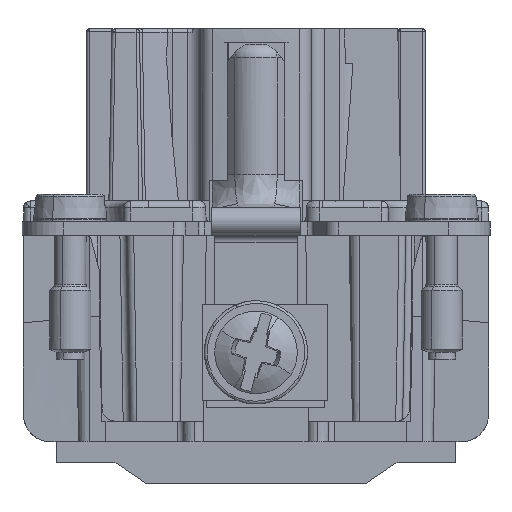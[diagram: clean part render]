
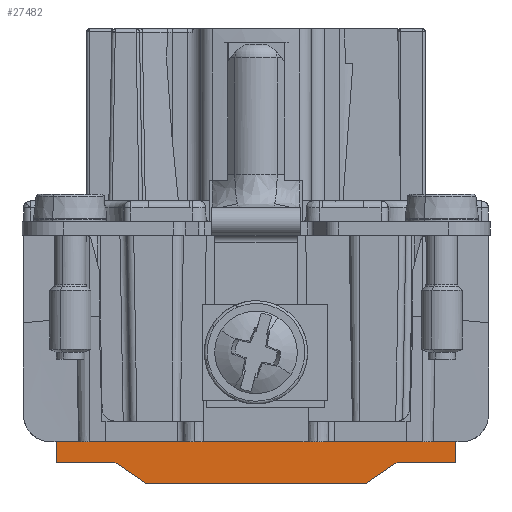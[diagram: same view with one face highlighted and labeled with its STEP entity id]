
A CAD part, front view. The second image highlights one B-rep face of the part: STEP entity #27482.
In plain terms, the highlighted planar face has unit normal (0, -1, 0).
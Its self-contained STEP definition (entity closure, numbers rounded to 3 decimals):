
#27272=AXIS2_PLACEMENT_3D('Plane Axis2P3D',#27269,#27270,#27271) ;
#27292=AXIS2_PLACEMENT_3D('Circle Axis2P3D',#27290,#27291,$) ;
#27339=AXIS2_PLACEMENT_3D('Circle Axis2P3D',#27337,#27338,$) ;
#27395=AXIS2_PLACEMENT_3D('Circle Axis2P3D',#27393,#27394,$) ;
#27442=AXIS2_PLACEMENT_3D('Circle Axis2P3D',#27440,#27441,$) ;
#16145=CARTESIAN_POINT('Vertex',(1.65,15.25,13.3)) ;
#16332=CARTESIAN_POINT('Vertex',(1.5,15.25,13.3)) ;
#16335=CARTESIAN_POINT('Line Origine',(1.575,15.25,13.3)) ;
#18956=CARTESIAN_POINT('Vertex',(32.35,15.25,13.3)) ;
#18959=CARTESIAN_POINT('Line Origine',(32.425,15.25,13.3)) ;
#18963=CARTESIAN_POINT('Vertex',(32.5,15.25,13.3)) ;
#27269=CARTESIAN_POINT('Axis2P3D Location',(23.25,15.25,14.5)) ;
#27274=CARTESIAN_POINT('Line Origine',(17.,15.25,4.)) ;
#27278=CARTESIAN_POINT('Vertex',(30.222,15.25,4.)) ;
#27280=CARTESIAN_POINT('Vertex',(3.778,15.25,4.)) ;
#27283=CARTESIAN_POINT('Line Origine',(3.703,15.25,4.)) ;
#27287=CARTESIAN_POINT('Vertex',(3.629,15.25,4.)) ;
#27290=CARTESIAN_POINT('Axis2P3D Location',(3.629,15.25,6.)) ;
#27294=CARTESIAN_POINT('Vertex',(1.629,15.25,6.)) ;
#27297=CARTESIAN_POINT('Line Origine',(1.629,15.25,6.15)) ;
#27301=CARTESIAN_POINT('Vertex',(1.629,15.25,6.3)) ;
#27304=CARTESIAN_POINT('Line Origine',(1.701,15.25,6.3)) ;
#27308=CARTESIAN_POINT('Vertex',(1.772,15.25,6.3)) ;
#27311=CARTESIAN_POINT('Line Origine',(1.711,15.25,9.8)) ;
#27316=CARTESIAN_POINT('Line Origine',(1.5,15.25,13.2)) ;
#27320=CARTESIAN_POINT('Vertex',(1.5,15.25,13.1)) ;
#27323=CARTESIAN_POINT('Line Origine',(0.989,15.25,13.1)) ;
#27327=CARTESIAN_POINT('Vertex',(0.479,15.25,13.1)) ;
#27330=CARTESIAN_POINT('Line Origine',(0.479,15.25,9.483)) ;
#27334=CARTESIAN_POINT('Vertex',(0.479,15.25,5.866)) ;
#27337=CARTESIAN_POINT('Axis2P3D Location',(3.479,15.25,5.866)) ;
#27341=CARTESIAN_POINT('Vertex',(2.5,15.25,3.03)) ;
#27344=CARTESIAN_POINT('Line Origine',(2.5,15.25,2.265)) ;
#27348=CARTESIAN_POINT('Vertex',(2.5,15.25,1.5)) ;
#27351=CARTESIAN_POINT('Line Origine',(4.628,15.25,1.5)) ;
#27355=CARTESIAN_POINT('Vertex',(6.756,15.25,1.5)) ;
#27358=CARTESIAN_POINT('Line Origine',(7.878,15.25,0.75)) ;
#27362=CARTESIAN_POINT('Vertex',(9.,15.25,0.)) ;
#27365=CARTESIAN_POINT('Line Origine',(17.,15.25,0.)) ;
#27369=CARTESIAN_POINT('Vertex',(25.,15.25,0.)) ;
#27372=CARTESIAN_POINT('Line Origine',(26.122,15.25,0.75)) ;
#27376=CARTESIAN_POINT('Vertex',(27.244,15.25,1.5)) ;
#27379=CARTESIAN_POINT('Line Origine',(29.372,15.25,1.5)) ;
#27383=CARTESIAN_POINT('Vertex',(31.5,15.25,1.5)) ;
#27386=CARTESIAN_POINT('Line Origine',(31.5,15.25,2.265)) ;
#27390=CARTESIAN_POINT('Vertex',(31.5,15.25,3.03)) ;
#27393=CARTESIAN_POINT('Axis2P3D Location',(30.521,15.25,5.866)) ;
#27397=CARTESIAN_POINT('Vertex',(33.521,15.25,5.866)) ;
#27400=CARTESIAN_POINT('Line Origine',(33.521,15.25,9.483)) ;
#27404=CARTESIAN_POINT('Vertex',(33.521,15.25,13.1)) ;
#27407=CARTESIAN_POINT('Line Origine',(33.011,15.25,13.1)) ;
#27411=CARTESIAN_POINT('Vertex',(32.5,15.25,13.1)) ;
#27414=CARTESIAN_POINT('Line Origine',(32.5,15.25,13.2)) ;
#27419=CARTESIAN_POINT('Line Origine',(32.289,15.25,9.8)) ;
#27423=CARTESIAN_POINT('Vertex',(32.228,15.25,6.3)) ;
#27426=CARTESIAN_POINT('Line Origine',(32.299,15.25,6.3)) ;
#27430=CARTESIAN_POINT('Vertex',(32.371,15.25,6.3)) ;
#27433=CARTESIAN_POINT('Line Origine',(32.371,15.25,6.15)) ;
#27437=CARTESIAN_POINT('Vertex',(32.371,15.25,6.)) ;
#27440=CARTESIAN_POINT('Axis2P3D Location',(30.371,15.25,6.)) ;
#27444=CARTESIAN_POINT('Vertex',(30.371,15.25,4.)) ;
#27447=CARTESIAN_POINT('Line Origine',(30.297,15.25,4.)) ;
#16336=DIRECTION('Vector Direction',(1.,0.,0.)) ;
#18960=DIRECTION('Vector Direction',(1.,0.,0.)) ;
#27270=DIRECTION('Axis2P3D Direction',(0.,1.,0.)) ;
#27271=DIRECTION('Axis2P3D XDirection',(1.,0.,0.)) ;
#27275=DIRECTION('Vector Direction',(1.,0.,0.)) ;
#27284=DIRECTION('Vector Direction',(1.,0.,0.)) ;
#27291=DIRECTION('Axis2P3D Direction',(0.,1.,0.)) ;
#27298=DIRECTION('Vector Direction',(0.,0.,1.)) ;
#27305=DIRECTION('Vector Direction',(-1.,0.,0.)) ;
#27312=DIRECTION('Vector Direction',(-0.017,0.,1.)) ;
#27317=DIRECTION('Vector Direction',(0.,0.,-1.)) ;
#27324=DIRECTION('Vector Direction',(1.,0.,0.)) ;
#27331=DIRECTION('Vector Direction',(0.,0.,1.)) ;
#27338=DIRECTION('Axis2P3D Direction',(0.,1.,0.)) ;
#27345=DIRECTION('Vector Direction',(0.,0.,1.)) ;
#27352=DIRECTION('Vector Direction',(1.,0.,0.)) ;
#27359=DIRECTION('Vector Direction',(0.831,0.,-0.556)) ;
#27366=DIRECTION('Vector Direction',(1.,0.,0.)) ;
#27373=DIRECTION('Vector Direction',(-0.831,0.,-0.556)) ;
#27380=DIRECTION('Vector Direction',(1.,0.,0.)) ;
#27387=DIRECTION('Vector Direction',(0.,0.,1.)) ;
#27394=DIRECTION('Axis2P3D Direction',(0.,1.,0.)) ;
#27401=DIRECTION('Vector Direction',(0.,0.,1.)) ;
#27408=DIRECTION('Vector Direction',(1.,0.,0.)) ;
#27415=DIRECTION('Vector Direction',(0.,0.,1.)) ;
#27420=DIRECTION('Vector Direction',(0.017,0.,1.)) ;
#27427=DIRECTION('Vector Direction',(-1.,0.,0.)) ;
#27434=DIRECTION('Vector Direction',(0.,0.,1.)) ;
#27441=DIRECTION('Axis2P3D Direction',(0.,1.,0.)) ;
#27448=DIRECTION('Vector Direction',(1.,0.,0.)) ;
#16337=VECTOR('Line Direction',#16336,1.) ;
#18961=VECTOR('Line Direction',#18960,1.) ;
#27276=VECTOR('Line Direction',#27275,1.) ;
#27285=VECTOR('Line Direction',#27284,1.) ;
#27299=VECTOR('Line Direction',#27298,1.) ;
#27306=VECTOR('Line Direction',#27305,1.) ;
#27313=VECTOR('Line Direction',#27312,1.) ;
#27318=VECTOR('Line Direction',#27317,1.) ;
#27325=VECTOR('Line Direction',#27324,1.) ;
#27332=VECTOR('Line Direction',#27331,1.) ;
#27346=VECTOR('Line Direction',#27345,1.) ;
#27353=VECTOR('Line Direction',#27352,1.) ;
#27360=VECTOR('Line Direction',#27359,1.) ;
#27367=VECTOR('Line Direction',#27366,1.) ;
#27374=VECTOR('Line Direction',#27373,1.) ;
#27381=VECTOR('Line Direction',#27380,1.) ;
#27388=VECTOR('Line Direction',#27387,1.) ;
#27402=VECTOR('Line Direction',#27401,1.) ;
#27409=VECTOR('Line Direction',#27408,1.) ;
#27416=VECTOR('Line Direction',#27415,1.) ;
#27421=VECTOR('Line Direction',#27420,1.) ;
#27428=VECTOR('Line Direction',#27427,1.) ;
#27435=VECTOR('Line Direction',#27434,1.) ;
#27449=VECTOR('Line Direction',#27448,1.) ;
#27453=ORIENTED_EDGE('',*,*,#27282,.T.) ;
#27454=ORIENTED_EDGE('',*,*,#27289,.T.) ;
#27455=ORIENTED_EDGE('',*,*,#27296,.T.) ;
#27456=ORIENTED_EDGE('',*,*,#27303,.T.) ;
#27457=ORIENTED_EDGE('',*,*,#27310,.T.) ;
#27458=ORIENTED_EDGE('',*,*,#27315,.T.) ;
#27459=ORIENTED_EDGE('',*,*,#16339,.F.) ;
#27460=ORIENTED_EDGE('',*,*,#27322,.T.) ;
#27461=ORIENTED_EDGE('',*,*,#27329,.T.) ;
#27462=ORIENTED_EDGE('',*,*,#27336,.T.) ;
#27463=ORIENTED_EDGE('',*,*,#27343,.T.) ;
#27464=ORIENTED_EDGE('',*,*,#27350,.T.) ;
#27465=ORIENTED_EDGE('',*,*,#27357,.T.) ;
#27466=ORIENTED_EDGE('',*,*,#27364,.T.) ;
#27467=ORIENTED_EDGE('',*,*,#27371,.T.) ;
#27468=ORIENTED_EDGE('',*,*,#27378,.F.) ;
#27469=ORIENTED_EDGE('',*,*,#27385,.F.) ;
#27470=ORIENTED_EDGE('',*,*,#27392,.F.) ;
#27471=ORIENTED_EDGE('',*,*,#27399,.F.) ;
#27472=ORIENTED_EDGE('',*,*,#27406,.F.) ;
#27473=ORIENTED_EDGE('',*,*,#27413,.F.) ;
#27474=ORIENTED_EDGE('',*,*,#27418,.T.) ;
#27475=ORIENTED_EDGE('',*,*,#18965,.F.) ;
#27476=ORIENTED_EDGE('',*,*,#27425,.F.) ;
#27477=ORIENTED_EDGE('',*,*,#27432,.T.) ;
#27478=ORIENTED_EDGE('',*,*,#27439,.F.) ;
#27479=ORIENTED_EDGE('',*,*,#27446,.F.) ;
#27480=ORIENTED_EDGE('',*,*,#27451,.T.) ;
#27482=ADVANCED_FACE('Hauptk\X2\00F6\X0\rper',(#27481),#27273,.F.) ;
#27293=CIRCLE('generated circle',#27292,2.) ;
#27340=CIRCLE('generated circle',#27339,3.) ;
#27396=CIRCLE('generated circle',#27395,3.) ;
#27443=CIRCLE('generated circle',#27442,2.) ;
#16339=EDGE_CURVE('',#16333,#16146,#16338,.T.) ;
#18965=EDGE_CURVE('',#18957,#18964,#18962,.T.) ;
#27282=EDGE_CURVE('',#27279,#27281,#27277,.F.) ;
#27289=EDGE_CURVE('',#27281,#27288,#27286,.F.) ;
#27296=EDGE_CURVE('',#27288,#27295,#27293,.T.) ;
#27303=EDGE_CURVE('',#27295,#27302,#27300,.T.) ;
#27310=EDGE_CURVE('',#27302,#27309,#27307,.F.) ;
#27315=EDGE_CURVE('',#27309,#16146,#27314,.T.) ;
#27322=EDGE_CURVE('',#16333,#27321,#27319,.T.) ;
#27329=EDGE_CURVE('',#27321,#27328,#27326,.F.) ;
#27336=EDGE_CURVE('',#27328,#27335,#27333,.F.) ;
#27343=EDGE_CURVE('',#27335,#27342,#27340,.F.) ;
#27350=EDGE_CURVE('',#27342,#27349,#27347,.F.) ;
#27357=EDGE_CURVE('',#27349,#27356,#27354,.T.) ;
#27364=EDGE_CURVE('',#27356,#27363,#27361,.T.) ;
#27371=EDGE_CURVE('',#27363,#27370,#27368,.T.) ;
#27378=EDGE_CURVE('',#27377,#27370,#27375,.T.) ;
#27385=EDGE_CURVE('',#27384,#27377,#27382,.F.) ;
#27392=EDGE_CURVE('',#27391,#27384,#27389,.F.) ;
#27399=EDGE_CURVE('',#27398,#27391,#27396,.T.) ;
#27406=EDGE_CURVE('',#27405,#27398,#27403,.F.) ;
#27413=EDGE_CURVE('',#27412,#27405,#27410,.T.) ;
#27418=EDGE_CURVE('',#27412,#18964,#27417,.T.) ;
#27425=EDGE_CURVE('',#27424,#18957,#27422,.T.) ;
#27432=EDGE_CURVE('',#27424,#27431,#27429,.F.) ;
#27439=EDGE_CURVE('',#27438,#27431,#27436,.T.) ;
#27446=EDGE_CURVE('',#27445,#27438,#27443,.F.) ;
#27451=EDGE_CURVE('',#27445,#27279,#27450,.F.) ;
#27452=EDGE_LOOP('',(#27453,#27454,#27455,#27456,#27457,#27458,#27459,#27460,#27461,#27462,#27463,#27464,#27465,#27466,#27467,#27468,#27469,#27470,#27471,#27472,#27473,#27474,#27475,#27476,#27477,#27478,#27479,#27480)) ;
#27481=FACE_OUTER_BOUND('',#27452,.T.) ;
#16338=LINE('Line',#16335,#16337) ;
#18962=LINE('Line',#18959,#18961) ;
#27277=LINE('Line',#27274,#27276) ;
#27286=LINE('Line',#27283,#27285) ;
#27300=LINE('Line',#27297,#27299) ;
#27307=LINE('Line',#27304,#27306) ;
#27314=LINE('Line',#27311,#27313) ;
#27319=LINE('Line',#27316,#27318) ;
#27326=LINE('Line',#27323,#27325) ;
#27333=LINE('Line',#27330,#27332) ;
#27347=LINE('Line',#27344,#27346) ;
#27354=LINE('Line',#27351,#27353) ;
#27361=LINE('Line',#27358,#27360) ;
#27368=LINE('Line',#27365,#27367) ;
#27375=LINE('Line',#27372,#27374) ;
#27382=LINE('Line',#27379,#27381) ;
#27389=LINE('Line',#27386,#27388) ;
#27403=LINE('Line',#27400,#27402) ;
#27410=LINE('Line',#27407,#27409) ;
#27417=LINE('Line',#27414,#27416) ;
#27422=LINE('Line',#27419,#27421) ;
#27429=LINE('Line',#27426,#27428) ;
#27436=LINE('Line',#27433,#27435) ;
#27450=LINE('Line',#27447,#27449) ;
#27273=PLANE('',#27272) ;
#16146=VERTEX_POINT('',#16145) ;
#16333=VERTEX_POINT('',#16332) ;
#18957=VERTEX_POINT('',#18956) ;
#18964=VERTEX_POINT('',#18963) ;
#27279=VERTEX_POINT('',#27278) ;
#27281=VERTEX_POINT('',#27280) ;
#27288=VERTEX_POINT('',#27287) ;
#27295=VERTEX_POINT('',#27294) ;
#27302=VERTEX_POINT('',#27301) ;
#27309=VERTEX_POINT('',#27308) ;
#27321=VERTEX_POINT('',#27320) ;
#27328=VERTEX_POINT('',#27327) ;
#27335=VERTEX_POINT('',#27334) ;
#27342=VERTEX_POINT('',#27341) ;
#27349=VERTEX_POINT('',#27348) ;
#27356=VERTEX_POINT('',#27355) ;
#27363=VERTEX_POINT('',#27362) ;
#27370=VERTEX_POINT('',#27369) ;
#27377=VERTEX_POINT('',#27376) ;
#27384=VERTEX_POINT('',#27383) ;
#27391=VERTEX_POINT('',#27390) ;
#27398=VERTEX_POINT('',#27397) ;
#27405=VERTEX_POINT('',#27404) ;
#27412=VERTEX_POINT('',#27411) ;
#27424=VERTEX_POINT('',#27423) ;
#27431=VERTEX_POINT('',#27430) ;
#27438=VERTEX_POINT('',#27437) ;
#27445=VERTEX_POINT('',#27444) ;
